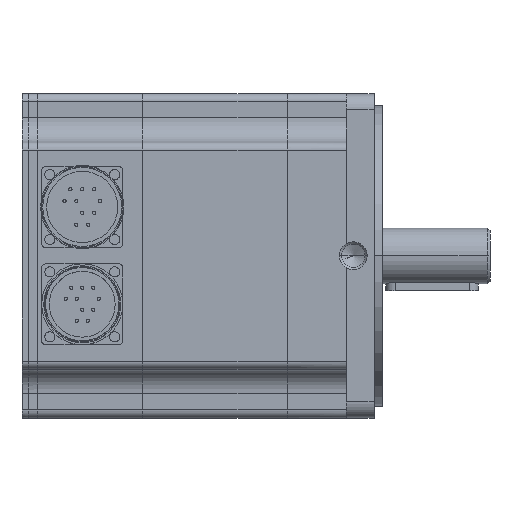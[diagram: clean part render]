
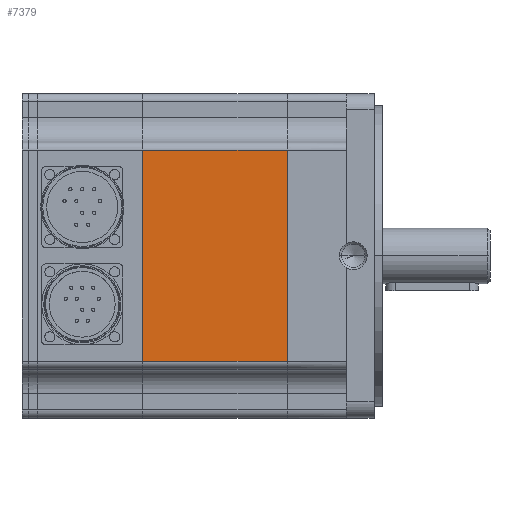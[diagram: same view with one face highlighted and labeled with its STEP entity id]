
A CAD part, top view. The second image highlights one B-rep face of the part: STEP entity #7379.
In plain terms, the highlighted planar face has unit normal (0, 0, 1).
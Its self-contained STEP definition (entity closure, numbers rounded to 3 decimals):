
#6792=CARTESIAN_POINT('POINT415',(-88.,-45.5,
   70.));
#6793=VERTEX_POINT('VERTEX415',#6792);
#6801=CARTESIAN_POINT('POINT416',(-88.,45.5,70.
   ));
#6802=VERTEX_POINT('VERTEX416',#6801);
#6803=CARTESIAN_POINT('POS703',(-88.,-22.75,70.
   ));
#6804=DIRECTION('DIR1103',(0.,1.,0.));
#6805=VECTOR('VEC303',#6804,25.4);
#6806=LINE('STRAIGHT303',#6803,#6805);
#6807=EDGE_CURVE('EDGE627',#6793,#6802,#6806,.T.);
#7331=CARTESIAN_POINT('POINT442',(-25.5,-45.5,70.));
#7332=VERTEX_POINT('VERTEX442',#7331);
#7340=CARTESIAN_POINT('POS764',(-88.,-45.5,70.)
   );
#7341=DIRECTION('DIR1195',(1.,0.,0.));
#7342=VECTOR('VEC333',#7341,25.4);
#7343=LINE('STRAIGHT333',#7340,#7342);
#7344=EDGE_CURVE('EDGE673',#6793,#7332,#7343,.T.);
#7356=CARTESIAN_POINT('POINT443',(-25.5,45.5,70.));
#7357=VERTEX_POINT('VERTEX443',#7356);
#7358=CARTESIAN_POINT('POS766',(-25.5,-45.5,70.));
#7359=DIRECTION('DIR1198',(0.,1.,0.));
#7360=VECTOR('VEC334',#7359,25.4);
#7361=LINE('STRAIGHT334',#7358,#7360);
#7362=EDGE_CURVE('EDGE674',#7332,#7357,#7361,.T.);
#7363=ORIENTED_EDGE('COEDGE1317',*,*,#7362,.T.);
#7364=CARTESIAN_POINT('POS767',(-88.,45.5,70.))
   ;
#7365=DIRECTION('DIR1199',(1.,0.,0.));
#7366=VECTOR('VEC335',#7365,25.4);
#7367=LINE('STRAIGHT335',#7364,#7366);
#7368=EDGE_CURVE('EDGE675',#6802,#7357,#7367,.T.);
#7369=ORIENTED_EDGE('COEDGE1318',*,*,#7368,.F.);
#7370=ORIENTED_EDGE('COEDGE1319',*,*,#6807,.F.);
#7371=ORIENTED_EDGE('COEDGE1320',*,*,#7344,.T.);
#7372=EDGE_LOOP('NONE',(#7363,#7369,#7370,#7371));
#7373=FACE_BOUND('LOOP1',#7372,.T.);
#7374=CARTESIAN_POINT('POS768',(-88.,-45.5,70.)
   );
#7375=DIRECTION('DIR1200',(0.,0.,1.));
#7376=DIRECTION('DIR1201',(1.,0.,0.));
#7377=AXIS2_PLACEMENT_3D('AXIS433',#7374,#7375,#7376);
#7378=PLANE('PLANE109',#7377);
#7379=ADVANCED_FACE('FACE285',(#7373),#7378,.T.);
